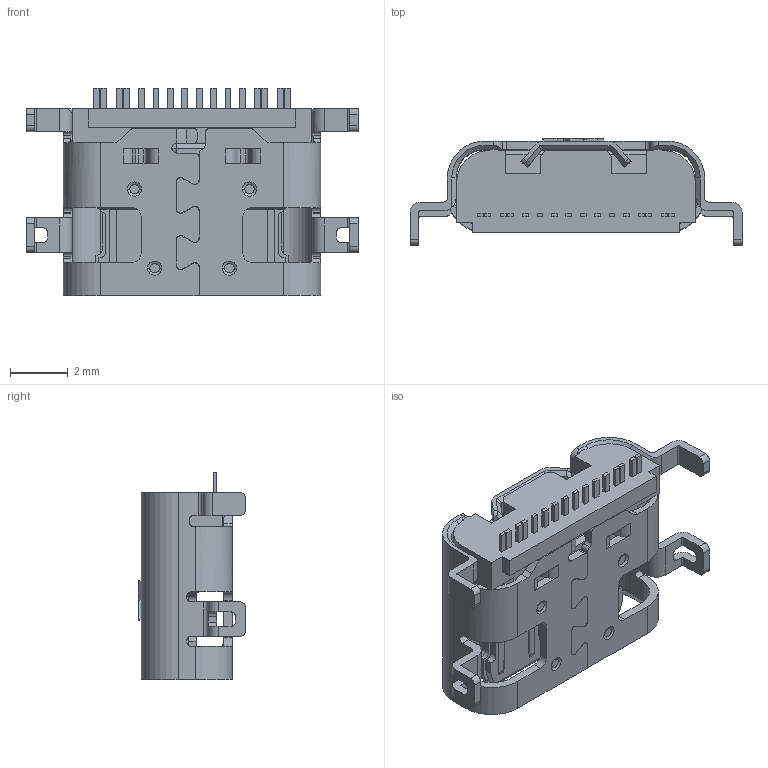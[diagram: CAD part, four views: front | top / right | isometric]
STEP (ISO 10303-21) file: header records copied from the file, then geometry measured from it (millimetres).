
FILE_DESCRIPTION(('STEP AP242'),'1');
FILE_NAME('xb-acf002-8r.stp','2024-09-24T08:06:06',('TraceParts'),('TraceParts S.A.'),'Spatial InterOp 3D',' ',' ');
FILE_SCHEMA(('AP242_MANAGED_MODEL_BASED_3D_ENGINEERING_MIM_LF {1 0 10303 442 1 1 4}'));
Length unit declared in the file: millimetre
Products named in the file (1): xb-acf002-8r
Bounding box: 11.54 x 3.72 x 7.2 mm (x, y, z)
Volume: 96.3 mm3; surface area: 444.7 mm2
Topology: 1 solids, 1 shells, 1302 faces, 3717 edges, 2434 vertices
Faces by surface type: plane 1022, cylinder 221, cone 32, bspline 27
Entity records: 43687 total; most frequent: CARTESIAN_POINT 9621, ORIENTED_EDGE 7422, DIRECTION 6605, EDGE_CURVE 3711, LINE 3111, VECTOR 3111, VERTEX_POINT 2434, AXIS2_PLACEMENT_3D 1747
